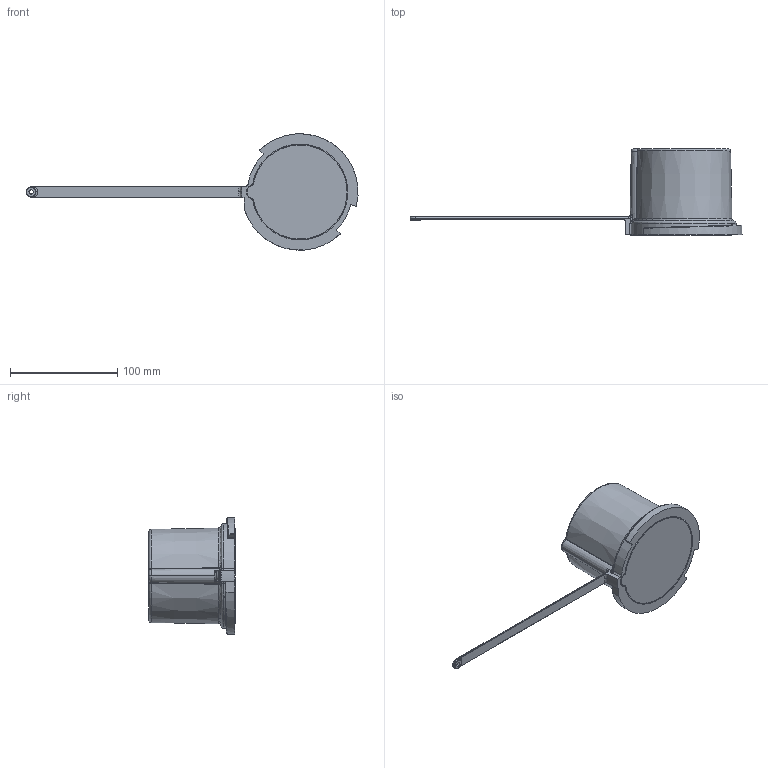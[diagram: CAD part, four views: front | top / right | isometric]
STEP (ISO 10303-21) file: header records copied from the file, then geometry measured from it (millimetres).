
FILE_DESCRIPTION (( 'STEP AP203' ), '1' );
FILE_NAME ('ts1252g.STEP', '2017-05-19T05:53:56', ( '' ), ( '' ), 'SwSTEP 2.0', 'SolidWorks 2016', '' );
FILE_SCHEMA (( 'CONFIG_CONTROL_DESIGN' ));
Length unit declared in the file: millimetre
Products named in the file (1): ts1252g
Bounding box: 309.39 x 80.3 x 108.21 mm (x, y, z)
Volume: 523818.3 mm3; surface area: 46904.8 mm2
Topology: 1 solids, 1 shells, 353 faces, 864 edges, 469 vertices
Faces by surface type: bspline 132, plane 77, cylinder 49, sphere 34, torus 34, cone 27
Entity records: 13572 total; most frequent: CARTESIAN_POINT 6473, ORIENTED_EDGE 1624, DIRECTION 1282, EDGE_CURVE 812, AXIS2_PLACEMENT_3D 537, VERTEX_POINT 468, EDGE_LOOP 362, ADVANCED_FACE 353
